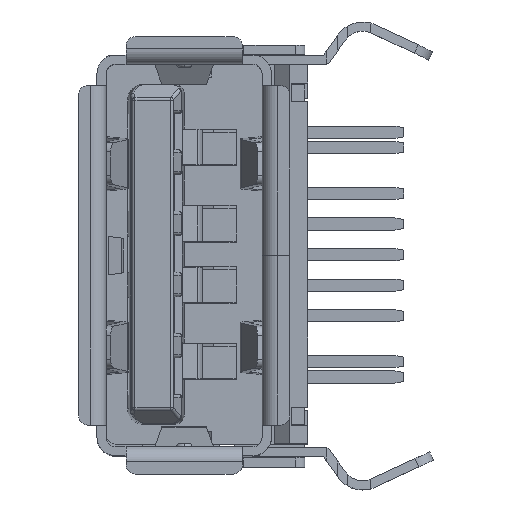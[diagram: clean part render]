
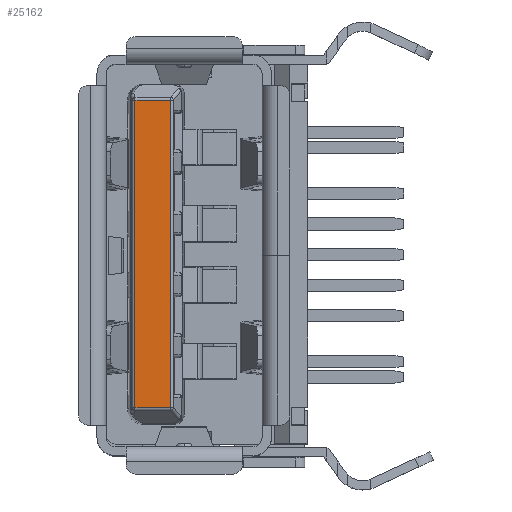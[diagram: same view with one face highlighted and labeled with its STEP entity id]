
A CAD part, top view. The second image highlights one B-rep face of the part: STEP entity #25162.
In plain terms, the highlighted planar face has unit normal (0, 0, 1).
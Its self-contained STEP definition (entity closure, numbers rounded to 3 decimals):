
#915 = DIRECTION ( 'NONE',  ( -1., 0., 0. ) ) ;
#2465 = CARTESIAN_POINT ( 'NONE',  ( -1.187, 5.03, 10.2 ) ) ;
#5433 = LINE ( 'NONE', #10590, #42346 ) ;
#5574 = CARTESIAN_POINT ( 'NONE',  ( -2.357, 5.03, 10.2 ) ) ;
#5990 = PLANE ( 'NONE',  #8307 ) ;
#7853 = VECTOR ( 'NONE', #16554, 1000. ) ;
#8307 = AXIS2_PLACEMENT_3D ( 'NONE', #13132, #38199, #16727 ) ;
#8622 = VERTEX_POINT ( 'NONE', #16861 ) ;
#9153 = VERTEX_POINT ( 'NONE', #2465 ) ;
#9622 = ORIENTED_EDGE ( 'NONE', *, *, #34682, .F. ) ;
#9863 = VECTOR ( 'NONE', #915, 1000. ) ;
#10590 = CARTESIAN_POINT ( 'NONE',  ( -2.357, 5.03, 10.2 ) ) ;
#10974 = LINE ( 'NONE', #11536, #9863 ) ;
#11536 = CARTESIAN_POINT ( 'NONE',  ( -1.187, -5.03, 10.2 ) ) ;
#12021 = FACE_OUTER_BOUND ( 'NONE', #22307, .T. ) ;
#12965 = CARTESIAN_POINT ( 'NONE',  ( -2.357, -5.03, 10.2 ) ) ;
#13132 = CARTESIAN_POINT ( 'NONE',  ( 3.3, 0., 10.2 ) ) ;
#14978 = ORIENTED_EDGE ( 'NONE', *, *, #33735, .F. ) ;
#16554 = DIRECTION ( 'NONE',  ( 0., 1., 0. ) ) ;
#16660 = ORIENTED_EDGE ( 'NONE', *, *, #38420, .F. ) ;
#16727 = DIRECTION ( 'NONE',  ( 0., 1., 0. ) ) ;
#16861 = CARTESIAN_POINT ( 'NONE',  ( -1.187, -5.03, 10.2 ) ) ;
#18518 = EDGE_CURVE ( 'NONE', #8622, #18572, #10974, .T. ) ;
#18572 = VERTEX_POINT ( 'NONE', #40393 ) ;
#22307 = EDGE_LOOP ( 'NONE', ( #16660, #46275, #14978, #9622 ) ) ;
#24509 = VERTEX_POINT ( 'NONE', #5574 ) ;
#25162 = ADVANCED_FACE ( 'NONE', ( #12021 ), #5990, .T. ) ;
#26095 = VECTOR ( 'NONE', #33644, 1000. ) ;
#26831 = LINE ( 'NONE', #12965, #7853 ) ;
#33644 = DIRECTION ( 'NONE',  ( 0., -1., 0. ) ) ;
#33735 = EDGE_CURVE ( 'NONE', #9153, #8622, #45102, .T. ) ;
#34682 = EDGE_CURVE ( 'NONE', #24509, #9153, #5433, .T. ) ;
#38199 = DIRECTION ( 'NONE',  ( 0., 0., 1. ) ) ;
#38420 = EDGE_CURVE ( 'NONE', #18572, #24509, #26831, .T. ) ;
#39245 = DIRECTION ( 'NONE',  ( 1., 0., 0. ) ) ;
#40393 = CARTESIAN_POINT ( 'NONE',  ( -2.357, -5.03, 10.2 ) ) ;
#42346 = VECTOR ( 'NONE', #39245, 1000. ) ;
#44264 = CARTESIAN_POINT ( 'NONE',  ( -1.187, 5.03, 10.2 ) ) ;
#45102 = LINE ( 'NONE', #44264, #26095 ) ;
#46275 = ORIENTED_EDGE ( 'NONE', *, *, #18518, .F. ) ;
